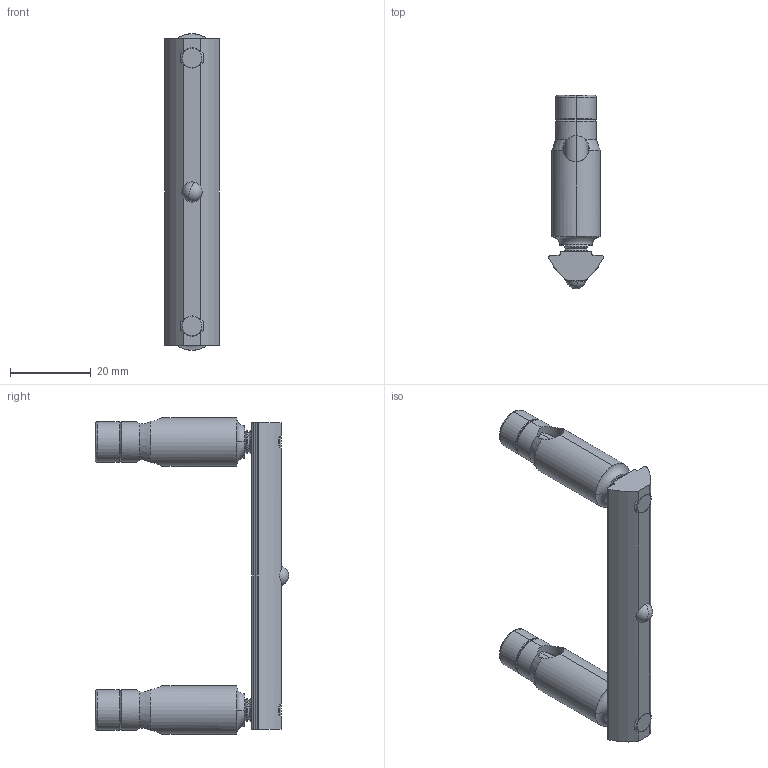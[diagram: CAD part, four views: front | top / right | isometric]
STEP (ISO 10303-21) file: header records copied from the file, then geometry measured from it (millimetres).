
FILE_DESCRIPTION (( 'STEP AP214' ), '1' );
FILE_NAME ('7128085', '2019-01-30T08:46:04', ( '' ), ('JUGARD+KÜNSTNER GmbH'), 'SwSTEP 2.0', 'SolidWorks 2017', '' );
FILE_SCHEMA (( 'AUTOMOTIVE_DESIGN' ));
Length unit declared in the file: millimetre
Products named in the file (1): 7128085
Bounding box: 13.5 x 47.9 x 78.4 mm (x, y, z)
Volume: 11997.1 mm3; surface area: 9205.2 mm2
Topology: 7 solids, 7 shells, 352 faces, 831 edges, 489 vertices
Faces by surface type: cone 137, plane 88, torus 80, cylinder 43, sphere 2, bspline 2
Entity records: 11372 total; most frequent: CARTESIAN_POINT 2995, DIRECTION 1886, ORIENTED_EDGE 1652, EDGE_CURVE 826, AXIS2_PLACEMENT_3D 775, VERTEX_POINT 486, CIRCLE 424, EDGE_LOOP 370
